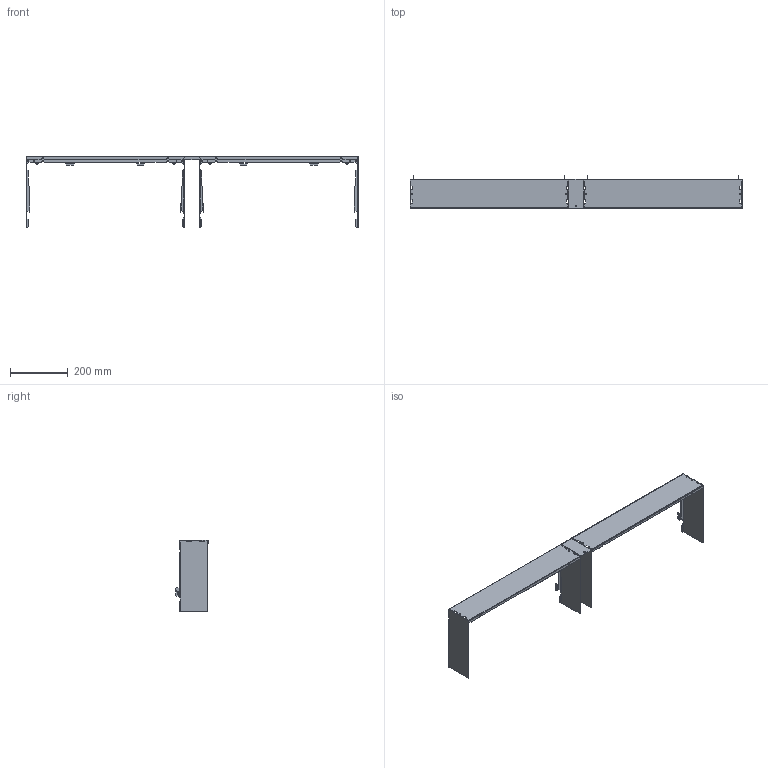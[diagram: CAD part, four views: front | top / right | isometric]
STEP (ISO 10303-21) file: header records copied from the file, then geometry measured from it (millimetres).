
FILE_DESCRIPTION(/* description */ (''),/* implementation_level */ '2;1');
FILE_NAME(/* name */ 'E2.stp',/* time_stamp */ '2022-12-16T07:19:56+01:00',/* author */ (''),/* organization */ (''),/* preprocessor_version */ 'ST-DEVELOPER v18.1',/* originating_system */ 'SIEMENS PLM Software NX 1973',/* authorisation */ '');
FILE_SCHEMA (('AUTOMOTIVE_DESIGN { 1 0 10303 214 3 1 1 1 }'));
Length unit declared in the file: millimetre
Products named in the file (1): mmro38D03962z04b
Bounding box: 1152 x 113 x 247 mm (x, y, z)
Volume: 251426 mm3; surface area: 509394.4 mm2
Topology: 3 solids, 3 shells, 655 faces, 1792 edges, 1127 vertices
Faces by surface type: plane 468, cylinder 139, bspline 32, cone 8, torus 8
Full cylindrical faces by diameter (mm): 2 x4, 3.6 x4, 3.8 x8, 6 x1
Entity records: 21028 total; most frequent: CARTESIAN_POINT 4552, ORIENTED_EDGE 3524, DIRECTION 3208, EDGE_CURVE 1762, LINE 1436, VECTOR 1436, VERTEX_POINT 1114, AXIS2_PLACEMENT_3D 886
